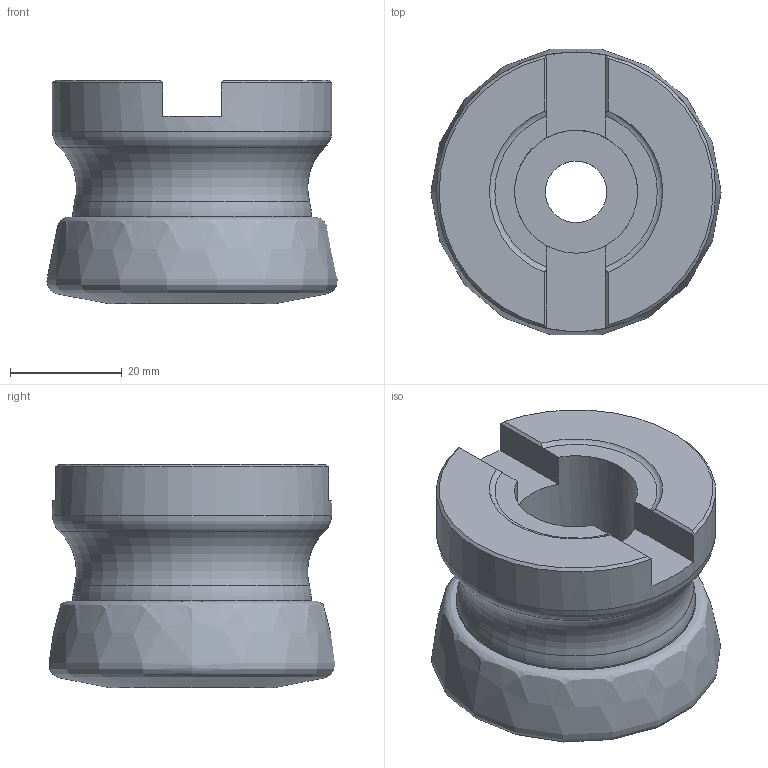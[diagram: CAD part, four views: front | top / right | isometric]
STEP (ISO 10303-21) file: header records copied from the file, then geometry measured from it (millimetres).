
FILE_DESCRIPTION(/* description */ (''),/* implementation_level */ '2;1');
FILE_NAME(/* name */ 'R220.21-0052-SP14.5A_Basic.stp',/* time_stamp */ '2021-08-04T18:50:00+05:00',/* author */ (''),/* organization */ (''),/* preprocessor_version */ 'ST-DEVELOPER v16.7',/* originating_system */ 'SIEMENS PLM Software NX 12.0',/* authorisation */ '');
FILE_SCHEMA (('AUTOMOTIVE_DESIGN { 1 0 10303 214 3 1 1 1 }'));
Length unit declared in the file: millimetre
Products named in the file (4): CUT; NOCUT; ASSEMBLY_CONSTRUCTION; Final 3d basic_stp
Assembly tree (3 placements, depth 2):
  Final 3d basic_stp
    ASSEMBLY_CONSTRUCTION
    NOCUT
    CUT
Bounding box: 51.91 x 51.08 x 40 mm (x, y, z)
Volume: 75159.8 mm3; surface area: 17771.2 mm2
Topology: 2 solids, 2 shells, 38 faces, 91 edges, 67 vertices
Faces by surface type: plane 17, torus 10, cylinder 5, cone 4, revolution 2
Full cylindrical faces by diameter (mm): 11 x1, 16 x1, 22 x1, 42.7 x1, 50 x1
Entity records: 1274 total; most frequent: CARTESIAN_POINT 318, DIRECTION 182, ORIENTED_EDGE 130, AXIS2_PLACEMENT_3D 78, EDGE_CURVE 65, EDGE_LOOP 58, VERTEX_POINT 47, FACE_BOUND 40
